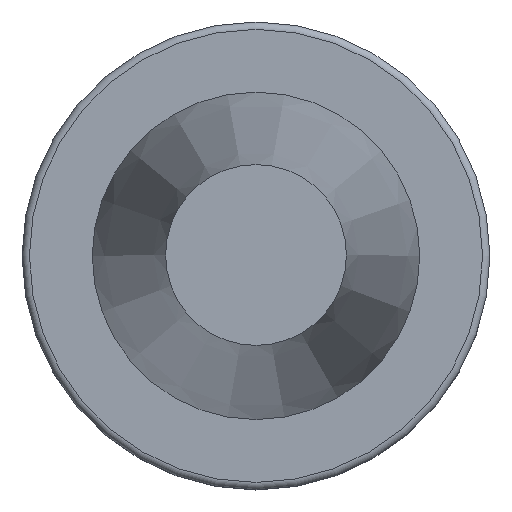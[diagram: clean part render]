
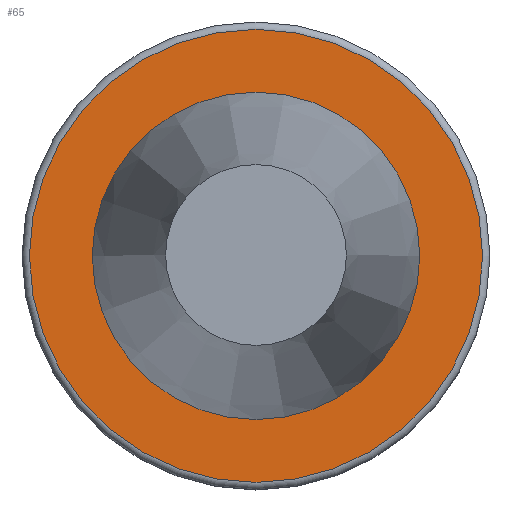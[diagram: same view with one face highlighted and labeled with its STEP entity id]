
A CAD part, top view. The second image highlights one B-rep face of the part: STEP entity #65.
In plain terms, the highlighted planar face has unit normal (0, 0, 1).
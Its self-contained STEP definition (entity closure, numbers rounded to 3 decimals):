
#44=PLANE('',#393);
#65=ADVANCED_FACE('',(#110,#111),#44,.T.);
#110=FACE_BOUND('',#172,.T.);
#111=FACE_BOUND('',#173,.T.);
#172=EDGE_LOOP('',(#234));
#173=EDGE_LOOP('',(#235));
#234=ORIENTED_EDGE('',*,*,#322,.T.);
#235=ORIENTED_EDGE('',*,*,#321,.F.);
#290=VERTEX_POINT('',#589);
#291=VERTEX_POINT('',#592);
#321=EDGE_CURVE('',#290,#290,#352,.T.);
#322=EDGE_CURVE('',#291,#291,#353,.T.);
#352=CIRCLE('',#390,21.925);
#353=CIRCLE('',#392,30.75);
#390=AXIS2_PLACEMENT_3D('',#588,#467,#468);
#392=AXIS2_PLACEMENT_3D('',#591,#471,#472);
#393=AXIS2_PLACEMENT_3D('',#593,#473,#474);
#467=DIRECTION('',(0.0,0.0,1.0));
#468=DIRECTION('',(1.0,0.0,0.0));
#471=DIRECTION('',(0.0,0.0,1.0));
#472=DIRECTION('',(1.0,0.0,0.0));
#473=DIRECTION('',(0.0,0.0,1.0));
#474=DIRECTION('',(1.0,0.0,0.0));
#588=CARTESIAN_POINT('',(0.0,0.0,-1.0));
#589=CARTESIAN_POINT('',(21.925,0.0,-1.0));
#591=CARTESIAN_POINT('',(0.0,0.0,-1.0));
#592=CARTESIAN_POINT('',(30.75,0.0,-1.0));
#593=CARTESIAN_POINT('',(0.0,21.925,-1.0));
